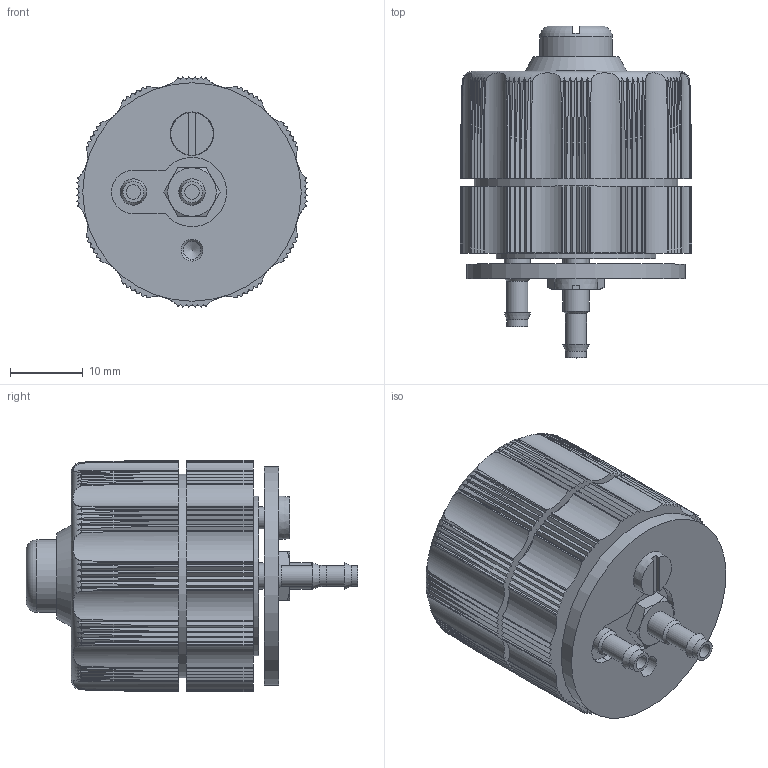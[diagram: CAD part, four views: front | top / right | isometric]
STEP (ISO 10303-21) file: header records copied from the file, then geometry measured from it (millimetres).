
FILE_DESCRIPTION(/* description */ ('STEP AP214'),/* implementation_level */ '2;1');
FILE_NAME(/* name */ '12743_GRP-10-PK-3',/* time_stamp */ '2024-08-28T22:23:18+02:00',/* author */ ('License CC BY-ND 4.0'),/* organization */ ('CADENAS'),/* preprocessor_version */ 'ST-DEVELOPER v19.3',/* originating_system */ 'PARTsolutions',/* authorisation */ ' ');
FILE_SCHEMA (('AUTOMOTIVE_DESIGN {1 0 10303 214 3 1 1}'));
Length unit declared in the file: millimetre
Products named in the file (1): 12743 GRP-10-PK-3
Bounding box: 31.83 x 45.6 x 31.83 mm (x, y, z)
Volume: 20963.4 mm3; surface area: 6916.8 mm2
Topology: 1 solids, 1 shells, 450 faces, 1287 edges, 856 vertices
Faces by surface type: plane 275, cylinder 92, cone 81, torus 2
Full cylindrical faces by diameter (mm): 2 x2, 2.459 x1, 2.9 x4, 3 x2, 3.6 x5, 10 x1, 21.95 x1, 28 x1, 30 x1
Entity records: 15111 total; most frequent: CARTESIAN_POINT 3861, ORIENTED_EDGE 2500, DIRECTION 2074, EDGE_CURVE 1250, VERTEX_POINT 849, LINE 700, VECTOR 700, AXIS2_PLACEMENT_3D 687
